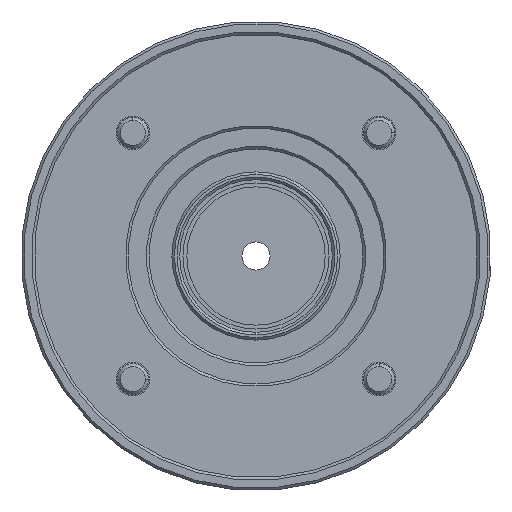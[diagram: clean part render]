
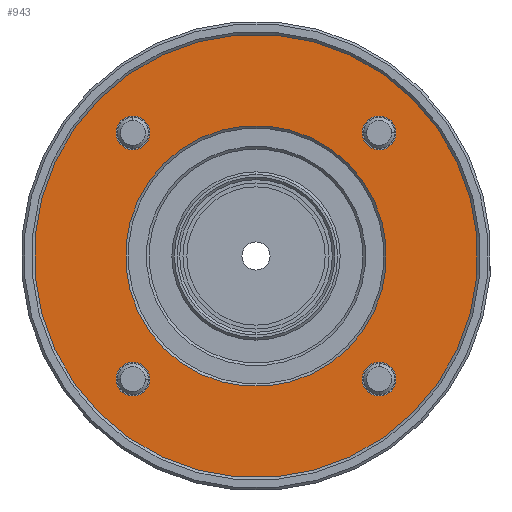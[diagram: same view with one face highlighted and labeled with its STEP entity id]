
A CAD part, left-side view. The second image highlights one B-rep face of the part: STEP entity #943.
In plain terms, the highlighted planar face has unit normal (-1, 0, 0).
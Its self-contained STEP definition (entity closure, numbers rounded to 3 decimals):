
#36 = DIRECTION ( 'NONE',  ( 1., 0., 0. ) ) ;
#58 = DIRECTION ( 'NONE',  ( 0., 0., -1. ) ) ;
#103 = CIRCLE ( 'NONE', #5133, 6.5 ) ;
#305 = DIRECTION ( 'NONE',  ( 0., 0., -1. ) ) ;
#333 = DIRECTION ( 'NONE',  ( 1., 0., 0. ) ) ;
#368 = CARTESIAN_POINT ( 'NONE',  ( 6., 0., -66.7 ) ) ;
#410 = DIRECTION ( 'NONE',  ( 0., 0., -1. ) ) ;
#575 = CIRCLE ( 'NONE', #1475, 6.5 ) ;
#664 = CARTESIAN_POINT ( 'NONE',  ( 6., 0., -50. ) ) ;
#820 = CARTESIAN_POINT ( 'NONE',  ( 6., 0., 66.7 ) ) ;
#849 = CIRCLE ( 'NONE', #5187, 6.5 ) ;
#938 = EDGE_CURVE ( 'NONE', #5015, #2103, #2335, .T. ) ;
#943 = ADVANCED_FACE ( 'NONE', ( #2362, #2342, #2352, #2351, #2370, #2313 ), #7297, .F. ) ;
#1079 = ORIENTED_EDGE ( 'NONE', *, *, #2136, .T. ) ;
#1174 = DIRECTION ( 'NONE',  ( -1., 0., 0. ) ) ;
#1370 = CIRCLE ( 'NONE', #2691, 85. ) ;
#1376 = ORIENTED_EDGE ( 'NONE', *, *, #3073, .T. ) ;
#1416 = CARTESIAN_POINT ( 'NONE',  ( 6., -66.7, -6.5 ) ) ;
#1475 = AXIS2_PLACEMENT_3D ( 'NONE', #4560, #4370, #4341 ) ;
#1563 = CARTESIAN_POINT ( 'NONE',  ( 6., 0., -85. ) ) ;
#1627 = AXIS2_PLACEMENT_3D ( 'NONE', #3311, #7261, #6057 ) ;
#1654 = DIRECTION ( 'NONE',  ( 0., 0., -1. ) ) ;
#1683 = ORIENTED_EDGE ( 'NONE', *, *, #3199, .T. ) ;
#1721 = CARTESIAN_POINT ( 'NONE',  ( 6., 0., -66.7 ) ) ;
#1739 = CARTESIAN_POINT ( 'NONE',  ( 6., 0., 73.2 ) ) ;
#1761 = AXIS2_PLACEMENT_3D ( 'NONE', #6744, #6735, #6719 ) ;
#1827 = AXIS2_PLACEMENT_3D ( 'NONE', #7277, #7217, #7694 ) ;
#1882 = ORIENTED_EDGE ( 'NONE', *, *, #2940, .T. ) ;
#2103 = VERTEX_POINT ( 'NONE', #664 ) ;
#2136 = EDGE_CURVE ( 'NONE', #2308, #5917, #849, .T. ) ;
#2195 = ORIENTED_EDGE ( 'NONE', *, *, #938, .T. ) ;
#2198 = ORIENTED_EDGE ( 'NONE', *, *, #2805, .T. ) ;
#2301 = CARTESIAN_POINT ( 'NONE',  ( 6., 0., 0. ) ) ;
#2308 = VERTEX_POINT ( 'NONE', #8264 ) ;
#2313 = FACE_OUTER_BOUND ( 'NONE', #2499, .T. ) ;
#2335 = CIRCLE ( 'NONE', #1827, 50. ) ;
#2342 = FACE_BOUND ( 'NONE', #2506, .T. ) ;
#2351 = FACE_BOUND ( 'NONE', #3435, .T. ) ;
#2352 = FACE_BOUND ( 'NONE', #5608, .T. ) ;
#2362 = FACE_BOUND ( 'NONE', #6123, .T. ) ;
#2370 = FACE_BOUND ( 'NONE', #6520, .T. ) ;
#2423 = ORIENTED_EDGE ( 'NONE', *, *, #2426, .T. ) ;
#2426 = EDGE_CURVE ( 'NONE', #7675, #3479, #575, .T. ) ;
#2499 = EDGE_LOOP ( 'NONE', ( #3698, #3255 ) ) ;
#2506 = EDGE_LOOP ( 'NONE', ( #2423, #1882 ) ) ;
#2514 = CARTESIAN_POINT ( 'NONE',  ( 6., 0., -73.2 ) ) ;
#2627 = ORIENTED_EDGE ( 'NONE', *, *, #3583, .T. ) ;
#2691 = AXIS2_PLACEMENT_3D ( 'NONE', #8430, #1174, #8369 ) ;
#2722 = CIRCLE ( 'NONE', #1761, 6.5 ) ;
#2805 = EDGE_CURVE ( 'NONE', #7153, #7889, #103, .T. ) ;
#2826 = ORIENTED_EDGE ( 'NONE', *, *, #3223, .T. ) ;
#2899 = VERTEX_POINT ( 'NONE', #8343 ) ;
#2940 = EDGE_CURVE ( 'NONE', #3479, #7675, #5735, .T. ) ;
#2997 = CARTESIAN_POINT ( 'NONE',  ( 6., -66.7, 0. ) ) ;
#3057 = CIRCLE ( 'NONE', #1627, 6.5 ) ;
#3073 = EDGE_CURVE ( 'NONE', #7889, #7153, #5218, .T. ) ;
#3199 = EDGE_CURVE ( 'NONE', #3693, #6234, #3057, .T. ) ;
#3206 = AXIS2_PLACEMENT_3D ( 'NONE', #2997, #5569, #4938 ) ;
#3223 = EDGE_CURVE ( 'NONE', #5917, #2308, #8226, .T. ) ;
#3255 = ORIENTED_EDGE ( 'NONE', *, *, #5759, .T. ) ;
#3311 = CARTESIAN_POINT ( 'NONE',  ( 6., 66.7, 0. ) ) ;
#3435 = EDGE_LOOP ( 'NONE', ( #1683, #4309 ) ) ;
#3479 = VERTEX_POINT ( 'NONE', #5132 ) ;
#3583 = EDGE_CURVE ( 'NONE', #2103, #5015, #6183, .T. ) ;
#3640 = DIRECTION ( 'NONE',  ( 0., 0., 1. ) ) ;
#3650 = DIRECTION ( 'NONE',  ( -1., 0., 0. ) ) ;
#3664 = CARTESIAN_POINT ( 'NONE',  ( 6., 0., 0. ) ) ;
#3693 = VERTEX_POINT ( 'NONE', #7181 ) ;
#3698 = ORIENTED_EDGE ( 'NONE', *, *, #6177, .T. ) ;
#4306 = CARTESIAN_POINT ( 'NONE',  ( 6., 0., -60.2 ) ) ;
#4309 = ORIENTED_EDGE ( 'NONE', *, *, #6717, .T. ) ;
#4341 = DIRECTION ( 'NONE',  ( 0., 0., -1. ) ) ;
#4357 = DIRECTION ( 'NONE',  ( 1., 0., 0. ) ) ;
#4370 = DIRECTION ( 'NONE',  ( 1., 0., 0. ) ) ;
#4560 = CARTESIAN_POINT ( 'NONE',  ( 6., -66.7, 0. ) ) ;
#4591 = CARTESIAN_POINT ( 'NONE',  ( 6., 49., 0. ) ) ;
#4727 = CARTESIAN_POINT ( 'NONE',  ( 6., 0., 50. ) ) ;
#4938 = DIRECTION ( 'NONE',  ( 0., 0., -1. ) ) ;
#5015 = VERTEX_POINT ( 'NONE', #4727 ) ;
#5132 = CARTESIAN_POINT ( 'NONE',  ( 6., -66.7, 6.5 ) ) ;
#5133 = AXIS2_PLACEMENT_3D ( 'NONE', #368, #333, #305 ) ;
#5187 = AXIS2_PLACEMENT_3D ( 'NONE', #820, #36, #58 ) ;
#5218 = CIRCLE ( 'NONE', #7384, 6.5 ) ;
#5344 = AXIS2_PLACEMENT_3D ( 'NONE', #2301, #6295, #1654 ) ;
#5569 = DIRECTION ( 'NONE',  ( 1., 0., 0. ) ) ;
#5608 = EDGE_LOOP ( 'NONE', ( #2198, #1376 ) ) ;
#5651 = DIRECTION ( 'NONE',  ( 0., 0., -1. ) ) ;
#5735 = CIRCLE ( 'NONE', #3206, 6.5 ) ;
#5759 = EDGE_CURVE ( 'NONE', #8398, #2899, #6089, .T. ) ;
#5917 = VERTEX_POINT ( 'NONE', #1739 ) ;
#6057 = DIRECTION ( 'NONE',  ( 0., 0., -1. ) ) ;
#6089 = CIRCLE ( 'NONE', #7467, 85. ) ;
#6123 = EDGE_LOOP ( 'NONE', ( #1079, #2826 ) ) ;
#6177 = EDGE_CURVE ( 'NONE', #2899, #8398, #1370, .T. ) ;
#6183 = CIRCLE ( 'NONE', #5344, 50. ) ;
#6234 = VERTEX_POINT ( 'NONE', #7289 ) ;
#6295 = DIRECTION ( 'NONE',  ( 1., 0., 0. ) ) ;
#6401 = AXIS2_PLACEMENT_3D ( 'NONE', #8404, #4357, #5651 ) ;
#6520 = EDGE_LOOP ( 'NONE', ( #2195, #2627 ) ) ;
#6717 = EDGE_CURVE ( 'NONE', #6234, #3693, #2722, .T. ) ;
#6719 = DIRECTION ( 'NONE',  ( 0., 0., -1. ) ) ;
#6735 = DIRECTION ( 'NONE',  ( 1., 0., 0. ) ) ;
#6744 = CARTESIAN_POINT ( 'NONE',  ( 6., 66.7, 0. ) ) ;
#6829 = DIRECTION ( 'NONE',  ( 1., 0., 0. ) ) ;
#7153 = VERTEX_POINT ( 'NONE', #2514 ) ;
#7181 = CARTESIAN_POINT ( 'NONE',  ( 6., 66.7, -6.5 ) ) ;
#7205 = DIRECTION ( 'NONE',  ( 0., 0., -1. ) ) ;
#7217 = DIRECTION ( 'NONE',  ( 1., 0., 0. ) ) ;
#7248 = DIRECTION ( 'NONE',  ( 1., 0., 0. ) ) ;
#7261 = DIRECTION ( 'NONE',  ( 1., 0., 0. ) ) ;
#7277 = CARTESIAN_POINT ( 'NONE',  ( 6., 0., 0. ) ) ;
#7289 = CARTESIAN_POINT ( 'NONE',  ( 6., 66.7, 6.5 ) ) ;
#7297 = PLANE ( 'NONE',  #8208 ) ;
#7384 = AXIS2_PLACEMENT_3D ( 'NONE', #1721, #6829, #410 ) ;
#7467 = AXIS2_PLACEMENT_3D ( 'NONE', #3664, #3650, #3640 ) ;
#7675 = VERTEX_POINT ( 'NONE', #1416 ) ;
#7694 = DIRECTION ( 'NONE',  ( 0., 0., -1. ) ) ;
#7889 = VERTEX_POINT ( 'NONE', #4306 ) ;
#8208 = AXIS2_PLACEMENT_3D ( 'NONE', #4591, #7248, #7205 ) ;
#8226 = CIRCLE ( 'NONE', #6401, 6.5 ) ;
#8264 = CARTESIAN_POINT ( 'NONE',  ( 6., 0., 60.2 ) ) ;
#8343 = CARTESIAN_POINT ( 'NONE',  ( 6., 0., 85. ) ) ;
#8369 = DIRECTION ( 'NONE',  ( 0., 0., 1. ) ) ;
#8398 = VERTEX_POINT ( 'NONE', #1563 ) ;
#8404 = CARTESIAN_POINT ( 'NONE',  ( 6., 0., 66.7 ) ) ;
#8430 = CARTESIAN_POINT ( 'NONE',  ( 6., 0., 0. ) ) ;
